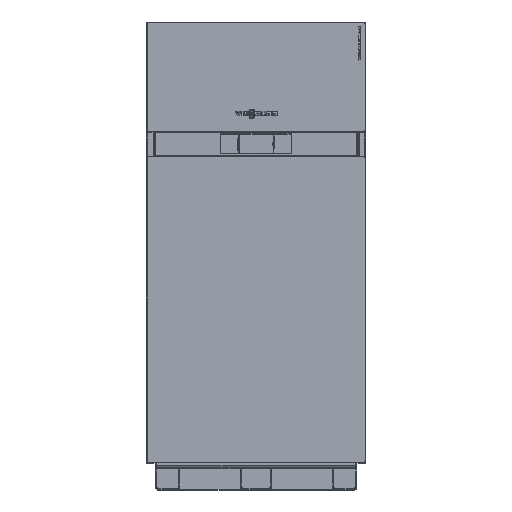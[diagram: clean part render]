
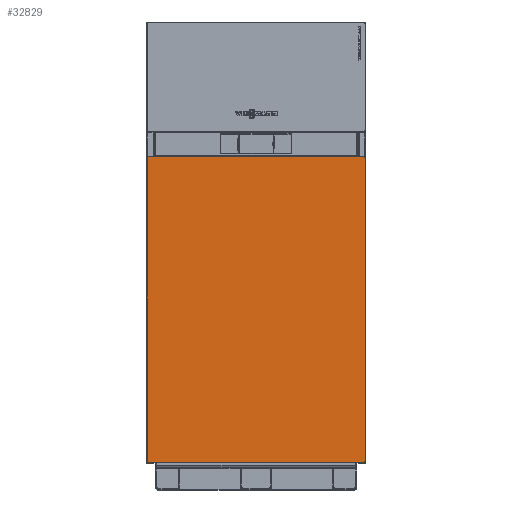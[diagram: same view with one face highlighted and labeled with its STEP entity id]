
A CAD part, top view. The second image highlights one B-rep face of the part: STEP entity #32829.
In plain terms, the highlighted planar face has unit normal (0, 0, 1).
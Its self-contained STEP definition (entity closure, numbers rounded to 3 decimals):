
#3214=FACE_OUTER_BOUND('',#4544,.T.);
#4544=EDGE_LOOP('',(#27895,#27896,#27897,#27898,#27899,#27900,#27901,#27902));
#7686=LINE('',#55333,#11455);
#7728=LINE('',#55527,#11497);
#7729=LINE('',#55529,#11498);
#7730=LINE('',#55531,#11499);
#7731=LINE('',#55533,#11500);
#7732=LINE('',#55534,#11501);
#7733=LINE('',#55536,#11502);
#7734=LINE('',#55537,#11503);
#11455=VECTOR('',#43199,0.039);
#11497=VECTOR('',#43371,0.039);
#11498=VECTOR('',#43372,0.039);
#11499=VECTOR('',#43373,0.039);
#11500=VECTOR('',#43374,0.039);
#11501=VECTOR('',#43375,0.039);
#11502=VECTOR('',#43376,0.039);
#11503=VECTOR('',#43377,0.039);
#15590=VERTEX_POINT('',#55330);
#15591=VERTEX_POINT('',#55332);
#15643=VERTEX_POINT('',#55525);
#15644=VERTEX_POINT('',#55526);
#15645=VERTEX_POINT('',#55528);
#15646=VERTEX_POINT('',#55530);
#15647=VERTEX_POINT('',#55532);
#15648=VERTEX_POINT('',#55535);
#20688=EDGE_CURVE('',#15591,#15590,#7686,.T.);
#20774=EDGE_CURVE('',#15643,#15644,#7728,.T.);
#20775=EDGE_CURVE('',#15643,#15645,#7729,.T.);
#20776=EDGE_CURVE('',#15646,#15645,#7730,.T.);
#20777=EDGE_CURVE('',#15647,#15646,#7731,.T.);
#20778=EDGE_CURVE('',#15591,#15647,#7732,.T.);
#20779=EDGE_CURVE('',#15648,#15590,#7733,.T.);
#20780=EDGE_CURVE('',#15644,#15648,#7734,.T.);
#27895=ORIENTED_EDGE('',*,*,#20774,.F.);
#27896=ORIENTED_EDGE('',*,*,#20775,.T.);
#27897=ORIENTED_EDGE('',*,*,#20776,.F.);
#27898=ORIENTED_EDGE('',*,*,#20777,.F.);
#27899=ORIENTED_EDGE('',*,*,#20778,.F.);
#27900=ORIENTED_EDGE('',*,*,#20688,.T.);
#27901=ORIENTED_EDGE('',*,*,#20779,.F.);
#27902=ORIENTED_EDGE('',*,*,#20780,.F.);
#30307=PLANE('',#35685);
#32829=ADVANCED_FACE('',(#3214),#30307,.T.);
#35685=AXIS2_PLACEMENT_3D('',#55524,#43369,#43370);
#43199=DIRECTION('',(0.,-1.,0.));
#43369=DIRECTION('center_axis',(0.,0.,
1.));
#43370=DIRECTION('ref_axis',(1.,0.,0.));
#43371=DIRECTION('',(-1.,0.,0.));
#43372=DIRECTION('',(0.,1.,0.));
#43373=DIRECTION('',(1.,0.,0.));
#43374=DIRECTION('',(1.,0.,0.));
#43375=DIRECTION('',(1.,0.,0.));
#43376=DIRECTION('',(-1.,0.,0.));
#43377=DIRECTION('',(-1.,0.,0.));
#55330=CARTESIAN_POINT('',(-19.851,4.803,0.));
#55332=CARTESIAN_POINT('',(-19.851,59.725,0.));
#55333=CARTESIAN_POINT('',(-19.851,59.764,0.));
#55524=CARTESIAN_POINT('Origin',(19.244,4.764,0.));
#55525=CARTESIAN_POINT('',(19.204,4.803,0.));
#55526=CARTESIAN_POINT('',(19.204,4.803,0.));
#55527=CARTESIAN_POINT('',(-19.851,4.803,0.));
#55528=CARTESIAN_POINT('',(19.204,59.725,0.));
#55529=CARTESIAN_POINT('',(19.204,4.764,0.));
#55530=CARTESIAN_POINT('',(19.204,59.725,0.));
#55531=CARTESIAN_POINT('',(19.204,59.725,0.));
#55532=CARTESIAN_POINT('',(-19.851,59.725,0.));
#55533=CARTESIAN_POINT('',(-19.851,59.725,0.));
#55534=CARTESIAN_POINT('',(19.204,59.725,0.));
#55535=CARTESIAN_POINT('',(-19.851,4.803,0.));
#55536=CARTESIAN_POINT('',(-19.851,4.803,0.));
#55537=CARTESIAN_POINT('',(19.204,4.803,0.));
